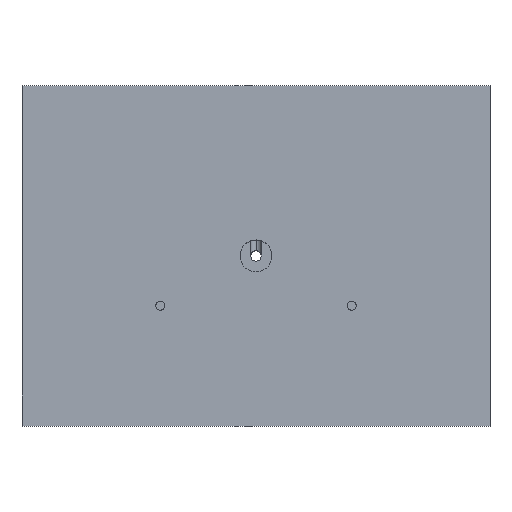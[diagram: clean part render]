
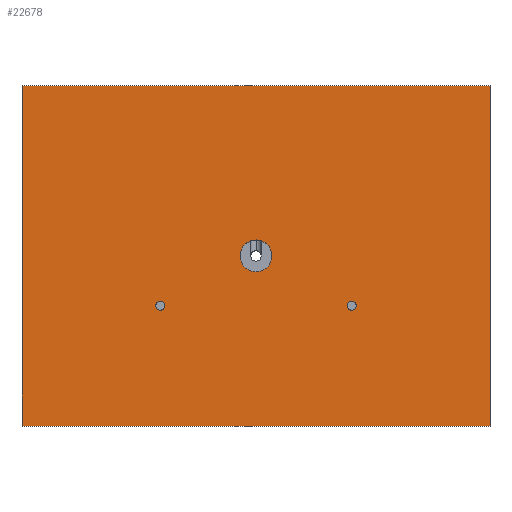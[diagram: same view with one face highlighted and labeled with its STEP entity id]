
A CAD part, top view. The second image highlights one B-rep face of the part: STEP entity #22678.
In plain terms, the highlighted planar face has unit normal (0, 0, 1).
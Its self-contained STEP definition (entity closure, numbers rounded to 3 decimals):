
#453 = LINE ( 'NONE', #8000, #18588 ) ;
#632 = ORIENTED_EDGE ( 'NONE', *, *, #11409, .T. ) ;
#1208 = FACE_BOUND ( 'NONE', #19085, .T. ) ;
#1227 = CARTESIAN_POINT ( 'NONE',  ( 139.7, -88.9, 50.8 ) ) ;
#1809 = CARTESIAN_POINT ( 'NONE',  ( -59.855, -17., 50.8 ) ) ;
#1812 = DIRECTION ( 'NONE',  ( 0., -1., 0. ) ) ;
#2285 = EDGE_LOOP ( 'NONE', ( #6547, #5687, #9616, #22513 ) ) ;
#2339 = ORIENTED_EDGE ( 'NONE', *, *, #14545, .T. ) ;
#2565 = VERTEX_POINT ( 'NONE', #6037 ) ;
#2796 = VECTOR ( 'NONE', #21708, 1000. ) ;
#2808 = DIRECTION ( 'NONE',  ( 0., 1., 0. ) ) ;
#2989 = VERTEX_POINT ( 'NONE', #17913 ) ;
#3096 = CIRCLE ( 'NONE', #18049, 2.705 ) ;
#3391 = DIRECTION ( 'NONE',  ( -1., 0., 0. ) ) ;
#4065 = CIRCLE ( 'NONE', #6404, 9.525 ) ;
#4194 = CARTESIAN_POINT ( 'NONE',  ( 59.855, -17., 50.8 ) ) ;
#4311 = CIRCLE ( 'NONE', #18083, 9.525 ) ;
#5150 = CARTESIAN_POINT ( 'NONE',  ( 0., 0., 50.8 ) ) ;
#5218 = CIRCLE ( 'NONE', #22162, 2.705 ) ;
#5293 = EDGE_LOOP ( 'NONE', ( #23906, #2339 ) ) ;
#5465 = DIRECTION ( 'NONE',  ( 0., 0., -1. ) ) ;
#5687 = ORIENTED_EDGE ( 'NONE', *, *, #20118, .F. ) ;
#5784 = DIRECTION ( 'NONE',  ( 0., 0., -1. ) ) ;
#6037 = CARTESIAN_POINT ( 'NONE',  ( -139.7, -88.9, 50.8 ) ) ;
#6238 = CIRCLE ( 'NONE', #21575, 2.705 ) ;
#6404 = AXIS2_PLACEMENT_3D ( 'NONE', #8564, #17453, #17676 ) ;
#6497 = LINE ( 'NONE', #21533, #23295 ) ;
#6547 = ORIENTED_EDGE ( 'NONE', *, *, #13075, .F. ) ;
#7278 = DIRECTION ( 'NONE',  ( -1., 0., 0. ) ) ;
#7492 = CARTESIAN_POINT ( 'NONE',  ( 9.525, 12.7, 50.8 ) ) ;
#8000 = CARTESIAN_POINT ( 'NONE',  ( 139.7, 114.3, 50.8 ) ) ;
#8494 = VERTEX_POINT ( 'NONE', #1227 ) ;
#8564 = CARTESIAN_POINT ( 'NONE',  ( 0., 12.7, 50.8 ) ) ;
#8618 = FACE_OUTER_BOUND ( 'NONE', #2285, .T. ) ;
#9506 = DIRECTION ( 'NONE',  ( -1., 0., 0. ) ) ;
#9616 = ORIENTED_EDGE ( 'NONE', *, *, #9639, .F. ) ;
#9639 = EDGE_CURVE ( 'NONE', #2565, #15841, #6497, .T. ) ;
#9941 = DIRECTION ( 'NONE',  ( 1., 0., 0. ) ) ;
#10176 = CARTESIAN_POINT ( 'NONE',  ( 139.7, 114.3, 50.8 ) ) ;
#10465 = DIRECTION ( 'NONE',  ( 0., 0., -1. ) ) ;
#11241 = CARTESIAN_POINT ( 'NONE',  ( -139.7, 114.3, 50.8 ) ) ;
#11409 = EDGE_CURVE ( 'NONE', #12992, #17324, #18568, .T. ) ;
#11729 = DIRECTION ( 'NONE',  ( -1., 0., 0. ) ) ;
#12145 = VERTEX_POINT ( 'NONE', #1809 ) ;
#12228 = VECTOR ( 'NONE', #9941, 1000. ) ;
#12324 = DIRECTION ( 'NONE',  ( -1., 0., 0. ) ) ;
#12836 = CARTESIAN_POINT ( 'NONE',  ( 57.15, -17., 50.8 ) ) ;
#12980 = VERTEX_POINT ( 'NONE', #7492 ) ;
#12992 = VERTEX_POINT ( 'NONE', #21042 ) ;
#13075 = EDGE_CURVE ( 'NONE', #20183, #8494, #453, .T. ) ;
#14298 = PLANE ( 'NONE',  #20529 ) ;
#14545 = EDGE_CURVE ( 'NONE', #12980, #24245, #4065, .T. ) ;
#15040 = AXIS2_PLACEMENT_3D ( 'NONE', #22487, #5465, #3391 ) ;
#15841 = VERTEX_POINT ( 'NONE', #11241 ) ;
#17110 = EDGE_CURVE ( 'NONE', #17324, #12992, #3096, .T. ) ;
#17156 = EDGE_CURVE ( 'NONE', #2989, #12145, #6238, .T. ) ;
#17264 = CARTESIAN_POINT ( 'NONE',  ( -57.15, -17., 50.8 ) ) ;
#17324 = VERTEX_POINT ( 'NONE', #4194 ) ;
#17453 = DIRECTION ( 'NONE',  ( 0., 0., -1. ) ) ;
#17647 = CARTESIAN_POINT ( 'NONE',  ( 139.7, -88.9, 50.8 ) ) ;
#17676 = DIRECTION ( 'NONE',  ( -1., 0., 0. ) ) ;
#17913 = CARTESIAN_POINT ( 'NONE',  ( -54.445, -17., 50.8 ) ) ;
#18049 = AXIS2_PLACEMENT_3D ( 'NONE', #12836, #18491, #7278 ) ;
#18083 = AXIS2_PLACEMENT_3D ( 'NONE', #20470, #20833, #24171 ) ;
#18205 = EDGE_CURVE ( 'NONE', #24245, #12980, #4311, .T. ) ;
#18230 = FACE_BOUND ( 'NONE', #5293, .T. ) ;
#18288 = CARTESIAN_POINT ( 'NONE',  ( 139.7, 114.3, 50.8 ) ) ;
#18491 = DIRECTION ( 'NONE',  ( 0., 0., -1. ) ) ;
#18568 = CIRCLE ( 'NONE', #15040, 2.705 ) ;
#18588 = VECTOR ( 'NONE', #1812, 1000. ) ;
#18629 = CARTESIAN_POINT ( 'NONE',  ( -57.15, -17., 50.8 ) ) ;
#18976 = EDGE_LOOP ( 'NONE', ( #632, #23246 ) ) ;
#19085 = EDGE_LOOP ( 'NONE', ( #22628, #21901 ) ) ;
#20118 = EDGE_CURVE ( 'NONE', #15841, #20183, #21383, .T. ) ;
#20183 = VERTEX_POINT ( 'NONE', #18288 ) ;
#20443 = EDGE_CURVE ( 'NONE', #8494, #2565, #23555, .T. ) ;
#20470 = CARTESIAN_POINT ( 'NONE',  ( 0., 12.7, 50.8 ) ) ;
#20529 = AXIS2_PLACEMENT_3D ( 'NONE', #5150, #10465, #12324 ) ;
#20833 = DIRECTION ( 'NONE',  ( 0., 0., -1. ) ) ;
#21042 = CARTESIAN_POINT ( 'NONE',  ( 54.445, -17., 50.8 ) ) ;
#21317 = DIRECTION ( 'NONE',  ( 0., 0., -1. ) ) ;
#21383 = LINE ( 'NONE', #10176, #12228 ) ;
#21533 = CARTESIAN_POINT ( 'NONE',  ( -139.7, 114.3, 50.8 ) ) ;
#21575 = AXIS2_PLACEMENT_3D ( 'NONE', #18629, #5784, #9506 ) ;
#21708 = DIRECTION ( 'NONE',  ( -1., 0., 0. ) ) ;
#21840 = EDGE_CURVE ( 'NONE', #12145, #2989, #5218, .T. ) ;
#21901 = ORIENTED_EDGE ( 'NONE', *, *, #17156, .T. ) ;
#21979 = CARTESIAN_POINT ( 'NONE',  ( -9.525, 12.7, 50.8 ) ) ;
#22044 = FACE_BOUND ( 'NONE', #18976, .T. ) ;
#22162 = AXIS2_PLACEMENT_3D ( 'NONE', #17264, #21317, #11729 ) ;
#22487 = CARTESIAN_POINT ( 'NONE',  ( 57.15, -17., 50.8 ) ) ;
#22513 = ORIENTED_EDGE ( 'NONE', *, *, #20443, .F. ) ;
#22628 = ORIENTED_EDGE ( 'NONE', *, *, #21840, .T. ) ;
#22678 = ADVANCED_FACE ( 'NONE', ( #22044, #1208, #18230, #8618 ), #14298, .F. ) ;
#23246 = ORIENTED_EDGE ( 'NONE', *, *, #17110, .T. ) ;
#23295 = VECTOR ( 'NONE', #2808, 1000. ) ;
#23555 = LINE ( 'NONE', #17647, #2796 ) ;
#23906 = ORIENTED_EDGE ( 'NONE', *, *, #18205, .T. ) ;
#24171 = DIRECTION ( 'NONE',  ( -1., 0., 0. ) ) ;
#24245 = VERTEX_POINT ( 'NONE', #21979 ) ;
